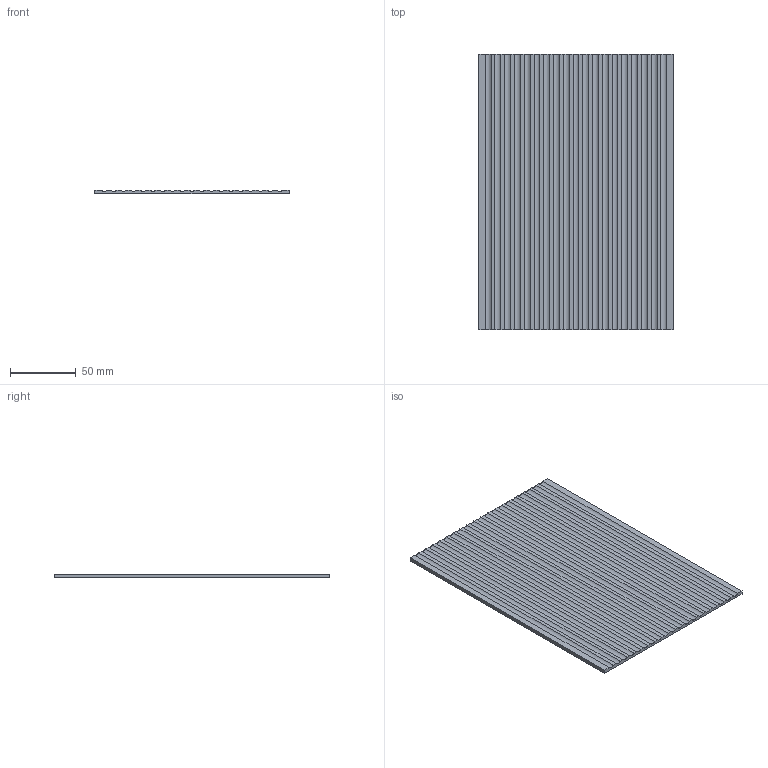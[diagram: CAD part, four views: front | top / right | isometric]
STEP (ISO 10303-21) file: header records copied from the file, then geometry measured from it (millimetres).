
FILE_DESCRIPTION (( 'STEP AP214' ), '1' );
FILE_NAME ('01.STEP', '2023-04-25T08:10:43', ( '' ), ( '' ), 'SwSTEP 2.0', 'SolidWorks 2021', '' );
FILE_SCHEMA (( 'AUTOMOTIVE_DESIGN' ));
Length unit declared in the file: millimetre
Products named in the file (1): 01
Bounding box: 148 x 210 x 3 mm (x, y, z)
Volume: 80881 mm3; surface area: 66481.7 mm2
Topology: 1 solids, 1 shells, 44 faces, 126 edges, 84 vertices
Faces by surface type: plane 25, cylinder 19
Entity records: 1482 total; most frequent: CARTESIAN_POINT 255, DIRECTION 254, ORIENTED_EDGE 252, EDGE_CURVE 126, LINE 88, VECTOR 88, VERTEX_POINT 84, AXIS2_PLACEMENT_3D 83
